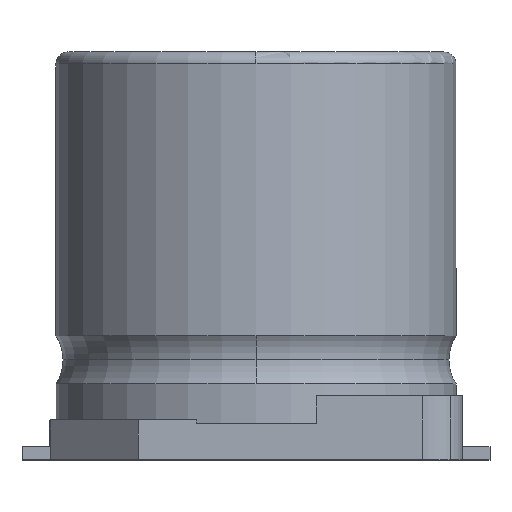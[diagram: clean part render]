
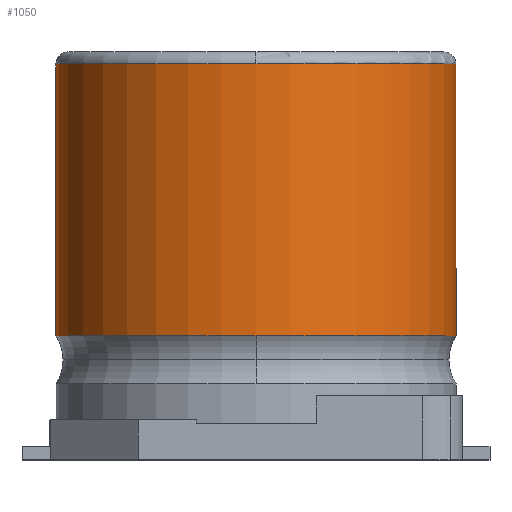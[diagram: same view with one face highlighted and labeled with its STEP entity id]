
A CAD part, top view. The second image highlights one B-rep face of the part: STEP entity #1050.
In plain terms, the highlighted cylindrical face has radius 5 mm (diameter 10 mm), a partial arc.
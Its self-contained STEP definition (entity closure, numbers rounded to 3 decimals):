
#22 = AXIS2_PLACEMENT_3D ( 'NONE', #2958, #843, #1078 ) ;
#176 = CARTESIAN_POINT ( 'NONE',  ( 0., 9.9, 5. ) ) ;
#266 = LINE ( 'NONE', #952, #872 ) ;
#269 = CARTESIAN_POINT ( 'NONE',  ( 0., 3.1, 5. ) ) ;
#333 = FACE_OUTER_BOUND ( 'NONE', #410, .T. ) ;
#348 = DIRECTION ( 'NONE',  ( 0., -1., 0. ) ) ;
#372 = CARTESIAN_POINT ( 'NONE',  ( -5., 3.1, 0. ) ) ;
#410 = EDGE_LOOP ( 'NONE', ( #1109, #1013, #1186, #2795, #2099, #1931 ) ) ;
#491 = EDGE_CURVE ( 'NONE', #3056, #759, #1984, .T. ) ;
#492 = CARTESIAN_POINT ( 'NONE',  ( 5., 9.9, 0. ) ) ;
#687 = CARTESIAN_POINT ( 'NONE',  ( 5., 6.65, 0. ) ) ;
#711 = DIRECTION ( 'NONE',  ( 0., 1., 0. ) ) ;
#759 = VERTEX_POINT ( 'NONE', #176 ) ;
#815 = CARTESIAN_POINT ( 'NONE',  ( 0., 6.65, 0. ) ) ;
#825 = EDGE_CURVE ( 'NONE', #759, #2184, #2983, .T. ) ;
#843 = DIRECTION ( 'NONE',  ( 0., -1., 0. ) ) ;
#861 = EDGE_CURVE ( 'NONE', #2184, #2381, #951, .T. ) ;
#872 = VECTOR ( 'NONE', #1407, 1000. ) ;
#911 = EDGE_CURVE ( 'NONE', #2381, #1161, #2238, .T. ) ;
#951 = LINE ( 'NONE', #687, #1063 ) ;
#952 = CARTESIAN_POINT ( 'NONE',  ( -5., 6.65, 0. ) ) ;
#1003 = DIRECTION ( 'NONE',  ( -1., 0., 0. ) ) ;
#1013 = ORIENTED_EDGE ( 'NONE', *, *, #2529, .T. ) ;
#1033 = DIRECTION ( 'NONE',  ( 0., -1., 0. ) ) ;
#1050 = ADVANCED_FACE ( 'NONE', ( #333 ), #1279, .T. ) ;
#1063 = VECTOR ( 'NONE', #1420, 1000. ) ;
#1078 = DIRECTION ( 'NONE',  ( 1., 0., 0. ) ) ;
#1109 = ORIENTED_EDGE ( 'NONE', *, *, #491, .F. ) ;
#1136 = CARTESIAN_POINT ( 'NONE',  ( 5., 3.1, 0. ) ) ;
#1161 = VERTEX_POINT ( 'NONE', #269 ) ;
#1186 = ORIENTED_EDGE ( 'NONE', *, *, #2972, .F. ) ;
#1230 = CARTESIAN_POINT ( 'NONE',  ( 0., 9.9, 0. ) ) ;
#1279 = CYLINDRICAL_SURFACE ( 'NONE', #2284, 5. ) ;
#1393 = AXIS2_PLACEMENT_3D ( 'NONE', #2243, #1033, #2698 ) ;
#1407 = DIRECTION ( 'NONE',  ( 0., -1., 0. ) ) ;
#1420 = DIRECTION ( 'NONE',  ( 0., -1., 0. ) ) ;
#1439 = DIRECTION ( 'NONE',  ( -1., 0., 0. ) ) ;
#1625 = CARTESIAN_POINT ( 'NONE',  ( 0., 9.9, 0. ) ) ;
#1853 = DIRECTION ( 'NONE',  ( 0., 1., 0. ) ) ;
#1931 = ORIENTED_EDGE ( 'NONE', *, *, #825, .F. ) ;
#1984 = CIRCLE ( 'NONE', #2481, 5. ) ;
#2043 = VERTEX_POINT ( 'NONE', #372 ) ;
#2099 = ORIENTED_EDGE ( 'NONE', *, *, #861, .F. ) ;
#2184 = VERTEX_POINT ( 'NONE', #492 ) ;
#2238 = CIRCLE ( 'NONE', #1393, 5. ) ;
#2243 = CARTESIAN_POINT ( 'NONE',  ( 0., 3.1, 0. ) ) ;
#2284 = AXIS2_PLACEMENT_3D ( 'NONE', #815, #348, #2488 ) ;
#2381 = VERTEX_POINT ( 'NONE', #1136 ) ;
#2445 = CIRCLE ( 'NONE', #22, 5. ) ;
#2481 = AXIS2_PLACEMENT_3D ( 'NONE', #1230, #711, #1003 ) ;
#2488 = DIRECTION ( 'NONE',  ( 1., 0., 0. ) ) ;
#2529 = EDGE_CURVE ( 'NONE', #3056, #2043, #266, .T. ) ;
#2698 = DIRECTION ( 'NONE',  ( 1., 0., 0. ) ) ;
#2795 = ORIENTED_EDGE ( 'NONE', *, *, #911, .F. ) ;
#2937 = AXIS2_PLACEMENT_3D ( 'NONE', #1625, #1853, #1439 ) ;
#2941 = CARTESIAN_POINT ( 'NONE',  ( -5., 9.9, 0. ) ) ;
#2958 = CARTESIAN_POINT ( 'NONE',  ( 0., 3.1, 0. ) ) ;
#2972 = EDGE_CURVE ( 'NONE', #1161, #2043, #2445, .T. ) ;
#2983 = CIRCLE ( 'NONE', #2937, 5. ) ;
#3056 = VERTEX_POINT ( 'NONE', #2941 ) ;
